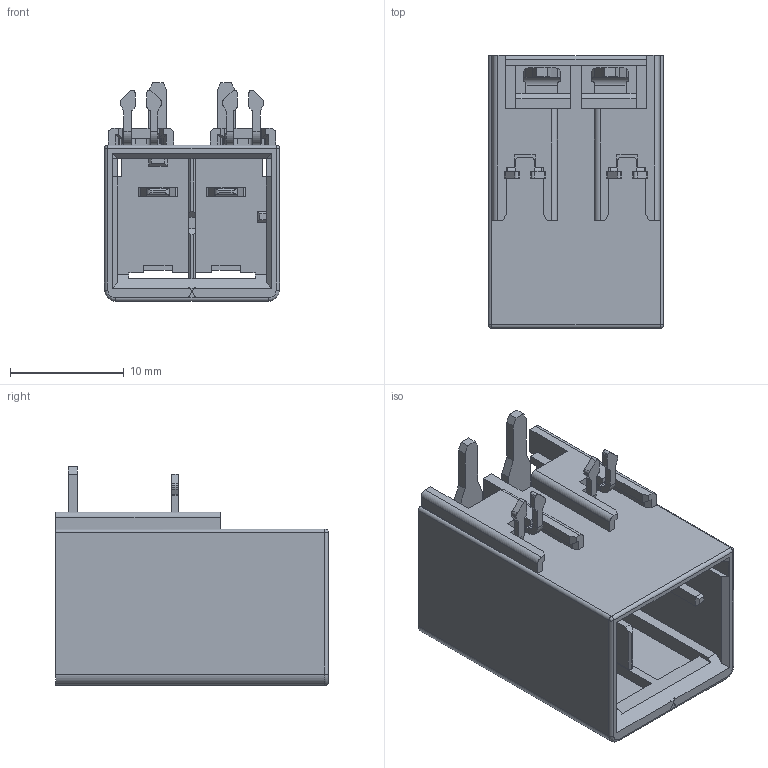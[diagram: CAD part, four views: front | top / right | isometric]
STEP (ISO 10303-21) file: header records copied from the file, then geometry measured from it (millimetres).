
FILE_DESCRIPTION( ('This file contains a STEP AP42 implementation' ,'as created by ZW3D STEP Interface translator.') ,'2;1' );
FILE_NAME( 'WD6000-1WR02W4BT01.stp' ,'2312 8.143210', (''), ('ZWCAD Software Co.'), 'Version 1.0', 'ZW3D to STEP translator', '' );
FILE_SCHEMA(('AUTOMOTIVE_DESIGN { 1 0 10303 214 1 1 1 1 }'));
Length unit declared in the file: millimetre
Products named in the file (2): 0; WD6000-1WR02W4BT01
Bounding box: 15.4 x 24 x 19.25 mm (x, y, z)
Volume: 2078.3 mm3; surface area: 3911.3 mm2
Topology: 1 solids, 1 shells, 473 faces, 1344 edges, 872 vertices
Faces by surface type: plane 355, cylinder 76, bspline 40, sphere 2
Entity records: 15814 total; most frequent: CARTESIAN_POINT 3120, ORIENTED_EDGE 2688, DIRECTION 2306, EDGE_CURVE 1344, VECTOR 1126, LINE 1126, VERTEX_POINT 872, AXIS2_PLACEMENT_3D 590
